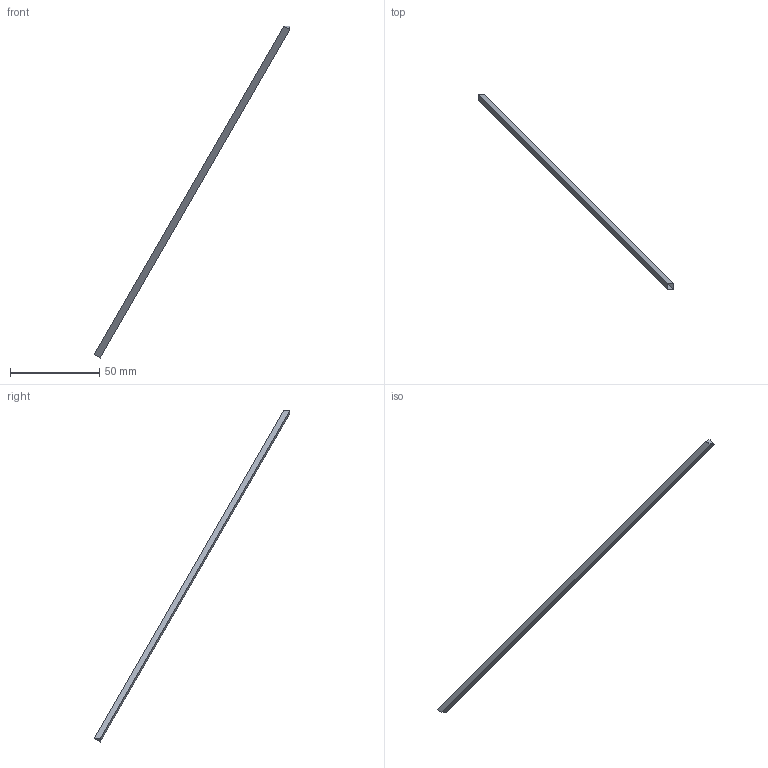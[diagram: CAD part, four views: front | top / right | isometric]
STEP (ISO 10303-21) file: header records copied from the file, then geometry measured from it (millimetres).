
FILE_DESCRIPTION(('STEP AP203'), '1');
FILE_NAME('Âêëàäûø', '', ('UNSPECIFIED'), ('UNSPECIFIED'), 'C3D Converter', 'C3D Toolkit', '');
FILE_SCHEMA(('CONFIG_CONTROL_DESIGN'));
Length unit declared in the file: millimetre
Bounding box: 109.93 x 109.93 x 186.41 mm (x, y, z)
Volume: 2950.6 mm3; surface area: 3407.6 mm2
Topology: 1 solids, 1 shells, 8 faces, 14 edges, 8 vertices
Faces by surface type: plane 8
Entity records: 226 total; most frequent: DIRECTION 32, CARTESIAN_POINT 31, ORIENTED_EDGE 28, EDGE_CURVE 14, LINE 14, VECTOR 14, AXIS2_PLACEMENT_3D 9, ADVANCED_FACE 8
